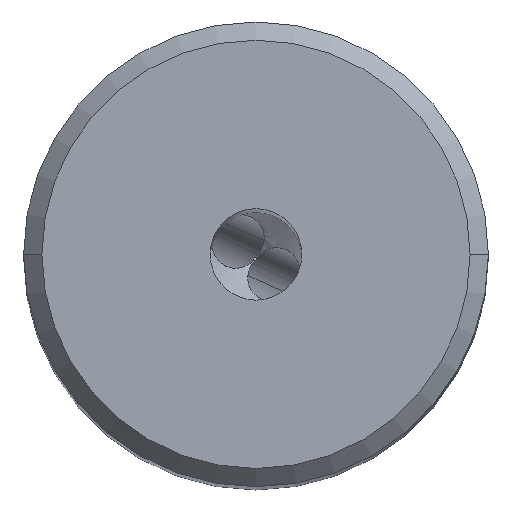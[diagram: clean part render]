
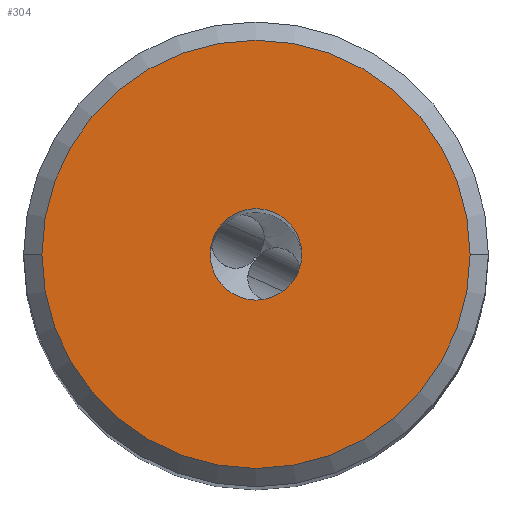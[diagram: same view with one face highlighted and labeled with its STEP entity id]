
A CAD part, top view. The second image highlights one B-rep face of the part: STEP entity #304.
In plain terms, the highlighted planar face has unit normal (0, 0, 1).
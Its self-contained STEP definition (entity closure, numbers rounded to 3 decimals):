
#88=FACE_BOUND('',#997,.T.);
#89=FACE_BOUND('',#998,.T.);
#187=PLANE('',#5751);
#304=ADVANCED_FACE('',(#88,#89),#187,.T.);
#997=EDGE_LOOP('',(#2632,#2633));
#998=EDGE_LOOP('',(#2634,#2635));
#1213=CIRCLE('',#5583,2.5);
#1297=CIRCLE('',#5743,2.5);
#1299=CIRCLE('',#5749,11.7);
#1300=CIRCLE('',#5750,11.7);
#2632=ORIENTED_EDGE('',*,*,#4669,.F.);
#2633=ORIENTED_EDGE('',*,*,#4670,.F.);
#2634=ORIENTED_EDGE('',*,*,#4402,.F.);
#2635=ORIENTED_EDGE('',*,*,#4661,.F.);
#3801=VERTEX_POINT('',#8285);
#3802=VERTEX_POINT('',#8287);
#3994=VERTEX_POINT('',#10930);
#3995=VERTEX_POINT('',#10931);
#4402=EDGE_CURVE('',#3801,#3802,#1213,.T.);
#4661=EDGE_CURVE('',#3802,#3801,#1297,.T.);
#4669=EDGE_CURVE('',#3994,#3995,#1299,.T.);
#4670=EDGE_CURVE('',#3995,#3994,#1300,.T.);
#5583=AXIS2_PLACEMENT_3D('',#8286,#6324,#6325);
#5743=AXIS2_PLACEMENT_3D('',#10790,#6701,#6702);
#5749=AXIS2_PLACEMENT_3D('',#10929,#6715,#6716);
#5750=AXIS2_PLACEMENT_3D('',#10932,#6717,#6718);
#5751=AXIS2_PLACEMENT_3D('',#10933,#6719,#6720);
#6324=DIRECTION('',(0.,0.,1.));
#6325=DIRECTION('',(1.,0.,0.));
#6701=DIRECTION('',(0.,0.,1.));
#6702=DIRECTION('',(-1.,0.,0.));
#6715=DIRECTION('',(0.,0.,-1.));
#6716=DIRECTION('',(-1.,0.,0.));
#6717=DIRECTION('',(0.,0.,-1.));
#6718=DIRECTION('',(1.,0.,0.));
#6719=DIRECTION('',(0.,0.,1.));
#6720=DIRECTION('',(1.,0.,0.));
#8285=CARTESIAN_POINT('',(2.5,0.,0.));
#8286=CARTESIAN_POINT('',(0.,0.,0.));
#8287=CARTESIAN_POINT('',(-2.5,0.,0.));
#10790=CARTESIAN_POINT('',(0.,0.,0.));
#10929=CARTESIAN_POINT('',(0.,0.,0.));
#10930=CARTESIAN_POINT('',(-11.7,0.,0.));
#10931=CARTESIAN_POINT('',(11.7,0.,0.));
#10932=CARTESIAN_POINT('',(0.,0.,0.));
#10933=CARTESIAN_POINT('',(0.,0.,0.));
